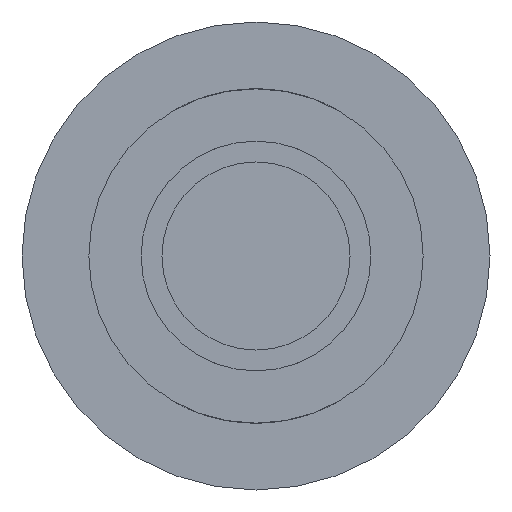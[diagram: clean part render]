
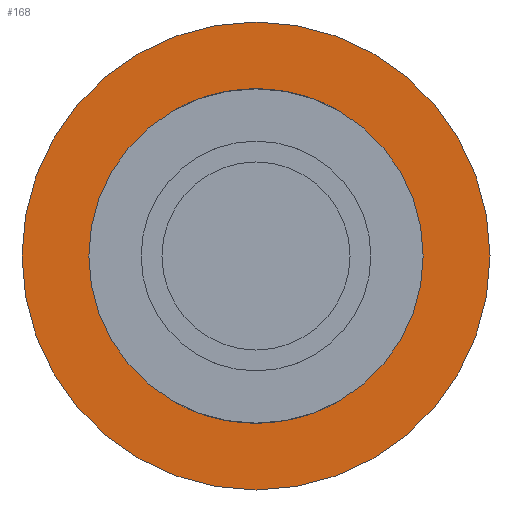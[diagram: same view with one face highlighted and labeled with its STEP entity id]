
A CAD part, left-side view. The second image highlights one B-rep face of the part: STEP entity #168.
In plain terms, the highlighted planar face has unit normal (-1, 0, 0).
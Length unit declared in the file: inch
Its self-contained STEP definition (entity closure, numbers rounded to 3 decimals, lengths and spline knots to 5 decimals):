
#17=PLANE('',#209);
#34=FACE_BOUND('',#69,.T.);
#46=FACE_OUTER_BOUND('',#68,.T.);
#68=EDGE_LOOP('',(#139));
#69=EDGE_LOOP('',(#140));
#87=CIRCLE('',#200,0.125);
#91=CIRCLE('',#206,0.175);
#98=VERTEX_POINT('',#279);
#106=VERTEX_POINT('',#429);
#113=EDGE_CURVE('',#98,#98,#87,.T.);
#121=EDGE_CURVE('',#106,#106,#91,.T.);
#139=ORIENTED_EDGE('',*,*,#121,.F.);
#140=ORIENTED_EDGE('',*,*,#113,.F.);
#168=ADVANCED_FACE('',(#46,#34),#17,.F.);
#200=AXIS2_PLACEMENT_3D('',#280,#229,#230);
#206=AXIS2_PLACEMENT_3D('',#430,#241,#242);
#209=AXIS2_PLACEMENT_3D('',#434,#247,#248);
#229=DIRECTION('center_axis',(-1.,0.,0.));
#230=DIRECTION('ref_axis',(0.,0.,1.));
#241=DIRECTION('center_axis',(1.,0.,0.));
#242=DIRECTION('ref_axis',(0.,0.,-1.));
#247=DIRECTION('center_axis',(1.,0.,0.));
#248=DIRECTION('ref_axis',(0.,0.,-1.));
#279=CARTESIAN_POINT('',(0.,0.,0.125));
#280=CARTESIAN_POINT('Origin',(0.,0.,0.));
#429=CARTESIAN_POINT('',(0.,0.,-0.175));
#430=CARTESIAN_POINT('Origin',(0.,0.,0.));
#434=CARTESIAN_POINT('Origin',(0.,0.,0.));
